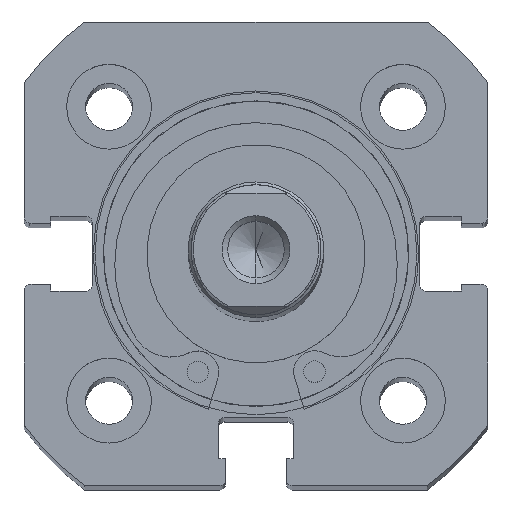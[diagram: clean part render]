
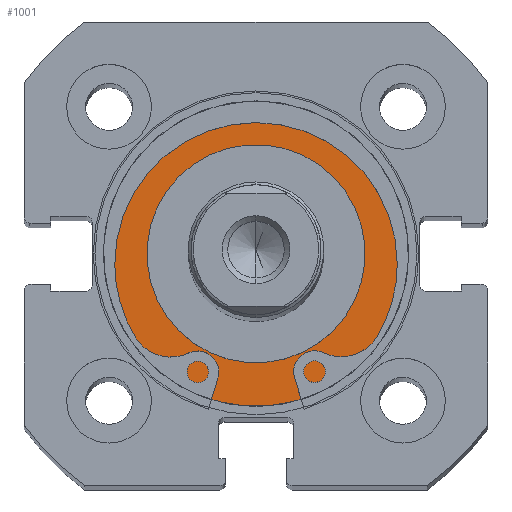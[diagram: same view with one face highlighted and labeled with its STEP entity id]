
A CAD part, top view. The second image highlights one B-rep face of the part: STEP entity #1001.
In plain terms, the highlighted face is planar.
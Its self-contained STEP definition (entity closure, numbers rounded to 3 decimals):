
#85 = VERTEX_POINT ( 'NONE', #110 ) ;
#110 = CARTESIAN_POINT ( 'NONE',  ( 2., 0., -9.65 ) ) ;
#134 = VERTEX_POINT ( 'NONE', #138 ) ;
#138 = CARTESIAN_POINT ( 'NONE',  ( 2., 0., 9.65 ) ) ;
#312 = VERTEX_POINT ( 'NONE', #4561 ) ;
#315 = VERTEX_POINT ( 'NONE', #4563 ) ;
#392 = ORIENTED_EDGE ( 'NONE', *, *, #697, .F. ) ;
#404 = ORIENTED_EDGE ( 'NONE', *, *, #702, .T. ) ;
#407 = ORIENTED_EDGE ( 'NONE', *, *, #1610, .T. ) ;
#419 = ORIENTED_EDGE ( 'NONE', *, *, #1618, .F. ) ;
#697 = EDGE_CURVE ( 'NONE', #85, #134, #2675, .T. ) ;
#702 = EDGE_CURVE ( 'NONE', #312, #315, #2681, .T. ) ;
#847 = EDGE_LOOP ( 'NONE', ( #419, #392 ) ) ;
#861 = EDGE_LOOP ( 'NONE', ( #407, #404 ) ) ;
#1001 = ADVANCED_FACE ( 'NONE', ( #2790, #2796 ), #5909, .F. ) ;
#1610 = EDGE_CURVE ( 'NONE', #315, #312, #5442, .T. ) ;
#1618 = EDGE_CURVE ( 'NONE', #134, #85, #5452, .T. ) ;
#1644 = AXIS2_PLACEMENT_3D ( 'NONE', #4532, #4537, #4514 ) ;
#1650 = AXIS2_PLACEMENT_3D ( 'NONE', #5044, #5110, #5297 ) ;
#1722 = AXIS2_PLACEMENT_3D ( 'NONE', #5867, #5784, #5583 ) ;
#2058 = AXIS2_PLACEMENT_3D ( 'NONE', #4236, #4246, #4247 ) ;
#2062 = AXIS2_PLACEMENT_3D ( 'NONE', #4255, #4264, #4265 ) ;
#2675 = CIRCLE ( 'NONE', #1644, 9.65 ) ;
#2681 = CIRCLE ( 'NONE', #1650, 13.5 ) ;
#2790 = FACE_BOUND ( 'NONE', #847, .T. ) ;
#2796 = FACE_OUTER_BOUND ( 'NONE', #861, .T. ) ;
#4236 = CARTESIAN_POINT ( 'NONE',  ( 2., 0., 0. ) ) ;
#4246 = DIRECTION ( 'NONE',  ( -1., 0., 0. ) ) ;
#4247 = DIRECTION ( 'NONE',  ( 0., 0., 1. ) ) ;
#4255 = CARTESIAN_POINT ( 'NONE',  ( 2., 0., 0. ) ) ;
#4264 = DIRECTION ( 'NONE',  ( -1., 0., 0. ) ) ;
#4265 = DIRECTION ( 'NONE',  ( 0., 0., 1. ) ) ;
#4514 = DIRECTION ( 'NONE',  ( 0., 0., 1. ) ) ;
#4532 = CARTESIAN_POINT ( 'NONE',  ( 2., 0., 0. ) ) ;
#4537 = DIRECTION ( 'NONE',  ( -1., 0., 0. ) ) ;
#4561 = CARTESIAN_POINT ( 'NONE',  ( 2., 0., -13.5 ) ) ;
#4563 = CARTESIAN_POINT ( 'NONE',  ( 2., 0., 13.5 ) ) ;
#5044 = CARTESIAN_POINT ( 'NONE',  ( 2., 0., 0. ) ) ;
#5110 = DIRECTION ( 'NONE',  ( -1., 0., 0. ) ) ;
#5297 = DIRECTION ( 'NONE',  ( 0., 0., 1. ) ) ;
#5442 = CIRCLE ( 'NONE', #2058, 13.5 ) ;
#5452 = CIRCLE ( 'NONE', #2062, 9.65 ) ;
#5583 = DIRECTION ( 'NONE',  ( 0., 0., -1. ) ) ;
#5784 = DIRECTION ( 'NONE',  ( 1., 0., 0. ) ) ;
#5867 = CARTESIAN_POINT ( 'NONE',  ( 2., 13.5, 0. ) ) ;
#5909 = PLANE ( 'NONE',  #1722 ) ;
